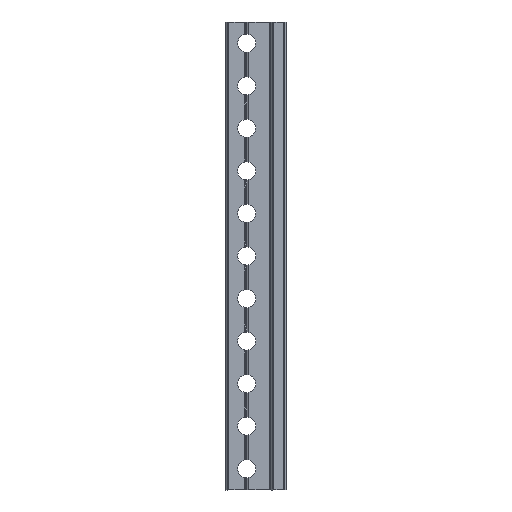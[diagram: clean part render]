
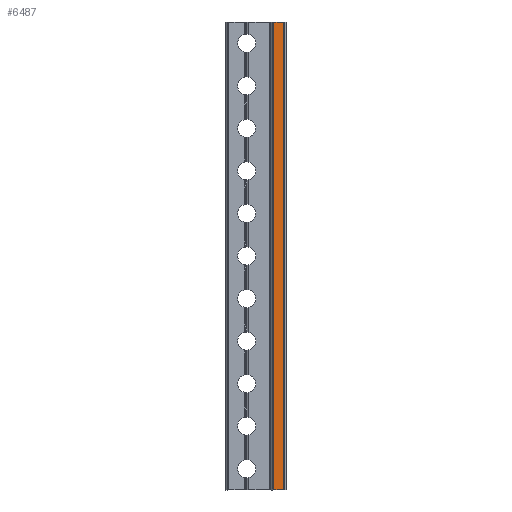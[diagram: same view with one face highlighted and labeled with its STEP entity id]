
A CAD part, left-side view. The second image highlights one B-rep face of the part: STEP entity #6487.
In plain terms, the highlighted planar face has unit normal (-1, 0, 0).
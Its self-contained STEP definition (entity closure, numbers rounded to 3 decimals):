
#332 = EDGE_CURVE ( 'NONE', #11390, #9210, #12529, .T. ) ;
#502 = CARTESIAN_POINT ( 'NONE',  ( 0., 0., -44. ) ) ;
#647 = CARTESIAN_POINT ( 'NONE',  ( 0., 2.396, 44. ) ) ;
#871 = ORIENTED_EDGE ( 'NONE', *, *, #332, .F. ) ;
#887 = LINE ( 'NONE', #8520, #7831 ) ;
#1053 = EDGE_LOOP ( 'NONE', ( #11989, #8592, #11325, #871 ) ) ;
#1101 = AXIS2_PLACEMENT_3D ( 'NONE', #11791, #8793, #6931 ) ;
#1138 = DIRECTION ( 'NONE',  ( 0., 1., 0. ) ) ;
#1710 = CARTESIAN_POINT ( 'NONE',  ( 0., 0.604, -44. ) ) ;
#1881 = VECTOR ( 'NONE', #11340, 1000. ) ;
#2108 = CARTESIAN_POINT ( 'NONE',  ( 0., 0., 44. ) ) ;
#3433 = LINE ( 'NONE', #7381, #1881 ) ;
#3434 = CARTESIAN_POINT ( 'NONE',  ( 0., 0.604, 44. ) ) ;
#3577 = VERTEX_POINT ( 'NONE', #3434 ) ;
#4558 = VECTOR ( 'NONE', #1138, 1000. ) ;
#5324 = VERTEX_POINT ( 'NONE', #647 ) ;
#5550 = DIRECTION ( 'NONE',  ( 0., 1., 0. ) ) ;
#6487 = ADVANCED_FACE ( 'NONE', ( #6673 ), #8079, .F. ) ;
#6673 = FACE_OUTER_BOUND ( 'NONE', #1053, .T. ) ;
#6931 = DIRECTION ( 'NONE',  ( 0., 0., -1. ) ) ;
#7381 = CARTESIAN_POINT ( 'NONE',  ( 0., 0.604, 4. ) ) ;
#7463 = EDGE_CURVE ( 'NONE', #3577, #11390, #3433, .T. ) ;
#7689 = VECTOR ( 'NONE', #5550, 1000. ) ;
#7831 = VECTOR ( 'NONE', #12598, 1000. ) ;
#8079 = PLANE ( 'NONE',  #1101 ) ;
#8520 = CARTESIAN_POINT ( 'NONE',  ( 0., 2.396, 4. ) ) ;
#8592 = ORIENTED_EDGE ( 'NONE', *, *, #10341, .T. ) ;
#8793 = DIRECTION ( 'NONE',  ( 1., 0., 0. ) ) ;
#9210 = VERTEX_POINT ( 'NONE', #9213 ) ;
#9213 = CARTESIAN_POINT ( 'NONE',  ( 0., 2.396, -44. ) ) ;
#10191 = EDGE_CURVE ( 'NONE', #9210, #5324, #887, .T. ) ;
#10341 = EDGE_CURVE ( 'NONE', #3577, #5324, #12023, .T. ) ;
#11325 = ORIENTED_EDGE ( 'NONE', *, *, #10191, .F. ) ;
#11340 = DIRECTION ( 'NONE',  ( 0., 0., -1. ) ) ;
#11390 = VERTEX_POINT ( 'NONE', #1710 ) ;
#11791 = CARTESIAN_POINT ( 'NONE',  ( 0., 0., 4. ) ) ;
#11989 = ORIENTED_EDGE ( 'NONE', *, *, #7463, .F. ) ;
#12023 = LINE ( 'NONE', #2108, #4558 ) ;
#12529 = LINE ( 'NONE', #502, #7689 ) ;
#12598 = DIRECTION ( 'NONE',  ( 0., 0., 1. ) ) ;
